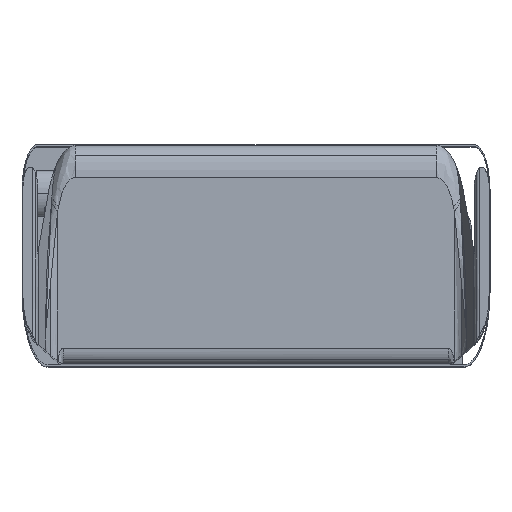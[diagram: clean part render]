
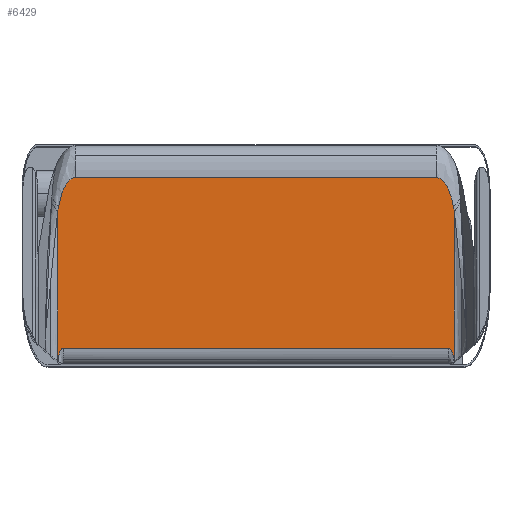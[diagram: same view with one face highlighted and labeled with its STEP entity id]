
A CAD part, top view. The second image highlights one B-rep face of the part: STEP entity #6429.
In plain terms, the highlighted planar face has unit normal (0, 0, 1).
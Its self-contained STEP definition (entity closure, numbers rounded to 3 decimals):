
#609 = ORIENTED_EDGE ( 'NONE', *, *, #4031, .F. ) ;
#731 = LINE ( 'NONE', #19193, #18142 ) ;
#780 = CARTESIAN_POINT ( 'NONE',  ( -9.04, 3.058, 44.5 ) ) ;
#1214 = CARTESIAN_POINT ( 'NONE',  ( 9.22, -4.967, 44.5 ) ) ;
#1234 = CARTESIAN_POINT ( 'NONE',  ( -9.225, -4.963, 44.5 ) ) ;
#1488 = LINE ( 'NONE', #21700, #21304 ) ;
#1663 = CARTESIAN_POINT ( 'NONE',  ( 9.223, -4.965, 44.5 ) ) ;
#2493 = DIRECTION ( 'NONE',  ( 0., -1., 0. ) ) ;
#2554 = EDGE_CURVE ( 'NONE', #14183, #5128, #27662, .T. ) ;
#2763 =( BOUNDED_CURVE ( )  B_SPLINE_CURVE ( 3, ( #13088, #22004, #21856, #24129 ),
 .UNSPECIFIED., .F., .F. ) 
 B_SPLINE_CURVE_WITH_KNOTS ( ( 4, 4 ),
 ( 0., 1. ),
 .UNSPECIFIED. ) 
 CURVE ( )  GEOMETRIC_REPRESENTATION_ITEM ( )  RATIONAL_B_SPLINE_CURVE ( ( 1., 1., 1., 1. ) ) 
 REPRESENTATION_ITEM ( '' )  );
#2777 = DIRECTION ( 'NONE',  ( -0.759, -0.651, 0. ) ) ;
#3324 = FACE_OUTER_BOUND ( 'NONE', #20317, .T. ) ;
#3351 = VECTOR ( 'NONE', #15946, 1000. ) ;
#3390 = CARTESIAN_POINT ( 'NONE',  ( 8.41, 3.57, 44.5 ) ) ;
#3475 = DIRECTION ( 'NONE',  ( 0., 1., 0. ) ) ;
#3823 = AXIS2_PLACEMENT_3D ( 'NONE', #17665, #11171, #2493 ) ;
#4031 = EDGE_CURVE ( 'NONE', #25450, #19625, #731, .T. ) ;
#4712 =( BOUNDED_CURVE ( )  B_SPLINE_CURVE ( 2, ( #11649, #20859, #30137 ),
 .UNSPECIFIED., .F., .T. ) 
 B_SPLINE_CURVE_WITH_KNOTS ( ( 3, 3 ),
 ( 0., 1. ),
 .UNSPECIFIED. ) 
 CURVE ( )  GEOMETRIC_REPRESENTATION_ITEM ( )  RATIONAL_B_SPLINE_CURVE ( ( 1., 0.735, 0.949 ) ) 
 REPRESENTATION_ITEM ( '' )  );
#5128 = VERTEX_POINT ( 'NONE', #19830 ) ;
#5773 = VECTOR ( 'NONE', #2777, 1000. ) ;
#5799 = CARTESIAN_POINT ( 'NONE',  ( 9.214, -4.972, 44.5 ) ) ;
#5954 = VECTOR ( 'NONE', #17530, 1000. ) ;
#6412 =( BOUNDED_CURVE ( )  B_SPLINE_CURVE ( 3, ( #3390, #28741, #26123, #10277 ),
 .UNSPECIFIED., .F., .F. ) 
 B_SPLINE_CURVE_WITH_KNOTS ( ( 4, 4 ),
 ( 0., 1. ),
 .UNSPECIFIED. ) 
 CURVE ( )  GEOMETRIC_REPRESENTATION_ITEM ( )  RATIONAL_B_SPLINE_CURVE ( ( 1., 0.9, 0.9, 1. ) ) 
 REPRESENTATION_ITEM ( '' )  );
#6429 = ADVANCED_FACE ( 'NONE', ( #3324 ), #19640, .F. ) ;
#6670 = VERTEX_POINT ( 'NONE', #20790 ) ;
#7464 = CARTESIAN_POINT ( 'NONE',  ( 9.196, -4.61, 44.5 ) ) ;
#7549 = EDGE_CURVE ( 'NONE', #11774, #8677, #16405, .T. ) ;
#7560 = ORIENTED_EDGE ( 'NONE', *, *, #19914, .F. ) ;
#8053 = CARTESIAN_POINT ( 'NONE',  ( -8.972, -4.37, 44.5 ) ) ;
#8060 = CARTESIAN_POINT ( 'NONE',  ( 9.1, -4.37, 44.5 ) ) ;
#8394 = CARTESIAN_POINT ( 'NONE',  ( -7.629, 11.123, 44.5 ) ) ;
#8662 = ORIENTED_EDGE ( 'NONE', *, *, #15153, .F. ) ;
#8677 = VERTEX_POINT ( 'NONE', #23281 ) ;
#8690 = VECTOR ( 'NONE', #28879, 1000. ) ;
#9068 = VERTEX_POINT ( 'NONE', #25966 ) ;
#9106 = EDGE_CURVE ( 'NONE', #19625, #28049, #10842, .T. ) ;
#9426 = CARTESIAN_POINT ( 'NONE',  ( -9.223, -4.965, 44.5 ) ) ;
#9670 = DIRECTION ( 'NONE',  ( 0.172, -0.985, 0. ) ) ;
#9821 =( BOUNDED_CURVE ( )  B_SPLINE_CURVE ( 3, ( #17545, #1214, #19824, #5799 ),
 .UNSPECIFIED., .F., .F. ) 
 B_SPLINE_CURVE_WITH_KNOTS ( ( 4, 4 ),
 ( 0., 1. ),
 .UNSPECIFIED. ) 
 CURVE ( )  GEOMETRIC_REPRESENTATION_ITEM ( )  RATIONAL_B_SPLINE_CURVE ( ( 1., 1., 1., 1. ) ) 
 REPRESENTATION_ITEM ( '' )  );
#10277 = CARTESIAN_POINT ( 'NONE',  ( 9.192, 2.188, 44.5 ) ) ;
#10842 = LINE ( 'NONE', #8394, #8690 ) ;
#11133 = EDGE_CURVE ( 'NONE', #5128, #11774, #6412, .T. ) ;
#11171 = DIRECTION ( 'NONE',  ( 0., 0., -1. ) ) ;
#11249 = VERTEX_POINT ( 'NONE', #12075 ) ;
#11398 = EDGE_CURVE ( 'NONE', #8677, #11249, #1488, .T. ) ;
#11649 = CARTESIAN_POINT ( 'NONE',  ( -8.972, -4.37, 44.5 ) ) ;
#11774 = VERTEX_POINT ( 'NONE', #14999 ) ;
#12075 = CARTESIAN_POINT ( 'NONE',  ( 9.225, -4.963, 44.5 ) ) ;
#12718 = CARTESIAN_POINT ( 'NONE',  ( -9.225, 2.003, 44.5 ) ) ;
#13088 = CARTESIAN_POINT ( 'NONE',  ( -9.214, -4.972, 44.5 ) ) ;
#13246 = EDGE_CURVE ( 'NONE', #30054, #25629, #20694, .T. ) ;
#13658 = ORIENTED_EDGE ( 'NONE', *, *, #11133, .F. ) ;
#13990 = ORIENTED_EDGE ( 'NONE', *, *, #21663, .F. ) ;
#14183 = VERTEX_POINT ( 'NONE', #17421 ) ;
#14374 = LINE ( 'NONE', #27979, #5773 ) ;
#14999 = CARTESIAN_POINT ( 'NONE',  ( 9.192, 2.188, 44.5 ) ) ;
#15096 = CARTESIAN_POINT ( 'NONE',  ( 9.214, -4.972, 44.5 ) ) ;
#15153 = EDGE_CURVE ( 'NONE', #9068, #30054, #18708, .T. ) ;
#15356 = VERTEX_POINT ( 'NONE', #9426 ) ;
#15946 = DIRECTION ( 'NONE',  ( -1., 0., 0. ) ) ;
#16062 = CARTESIAN_POINT ( 'NONE',  ( 9.432, 3.57, 44.5 ) ) ;
#16405 = LINE ( 'NONE', #25823, #19740 ) ;
#16593 = ORIENTED_EDGE ( 'NONE', *, *, #13246, .F. ) ;
#16970 = CARTESIAN_POINT ( 'NONE',  ( -8.41, 3.57, 44.5 ) ) ;
#17138 = CARTESIAN_POINT ( 'NONE',  ( -8.75, 3.57, 44.5 ) ) ;
#17318 = ORIENTED_EDGE ( 'NONE', *, *, #9106, .F. ) ;
#17421 = CARTESIAN_POINT ( 'NONE',  ( -8.41, 3.57, 44.5 ) ) ;
#17530 = DIRECTION ( 'NONE',  ( -0.759, 0.651, 0. ) ) ;
#17545 = CARTESIAN_POINT ( 'NONE',  ( 9.223, -4.965, 44.5 ) ) ;
#17665 = CARTESIAN_POINT ( 'NONE',  ( 9.589, -5.07, 44.5 ) ) ;
#17669 = DIRECTION ( 'NONE',  ( 0., -1., 0. ) ) ;
#17881 = EDGE_CURVE ( 'NONE', #11249, #23615, #14374, .T. ) ;
#17975 = ORIENTED_EDGE ( 'NONE', *, *, #21841, .F. ) ;
#18142 = VECTOR ( 'NONE', #3475, 1000. ) ;
#18708 =( BOUNDED_CURVE ( )  B_SPLINE_CURVE ( 3, ( #15096, #7464, #8060, #21548 ),
 .UNSPECIFIED., .F., .F. ) 
 B_SPLINE_CURVE_WITH_KNOTS ( ( 4, 4 ),
 ( 0., 1. ),
 .UNSPECIFIED. ) 
 CURVE ( )  GEOMETRIC_REPRESENTATION_ITEM ( )  RATIONAL_B_SPLINE_CURVE ( ( 1., 0.837, 0.837, 1. ) ) 
 REPRESENTATION_ITEM ( '' )  );
#19193 = CARTESIAN_POINT ( 'NONE',  ( -9.225, -5.07, 44.5 ) ) ;
#19625 = VERTEX_POINT ( 'NONE', #12718 ) ;
#19640 = PLANE ( 'NONE',  #3823 ) ;
#19740 = VECTOR ( 'NONE', #9670, 1000. ) ;
#19824 = CARTESIAN_POINT ( 'NONE',  ( 9.217, -4.97, 44.5 ) ) ;
#19830 = CARTESIAN_POINT ( 'NONE',  ( 8.41, 3.57, 44.5 ) ) ;
#19914 = EDGE_CURVE ( 'NONE', #15356, #25450, #22597, .T. ) ;
#20268 = CARTESIAN_POINT ( 'NONE',  ( -9.192, 2.188, 44.5 ) ) ;
#20317 = EDGE_LOOP ( 'NONE', ( #8662, #13990, #27297, #21583, #21094, #13658, #22791, #22904, #17318, #609, #7560, #24339, #17975, #16593 ) ) ;
#20694 = LINE ( 'NONE', #27245, #3351 ) ;
#20790 = CARTESIAN_POINT ( 'NONE',  ( -9.214, -4.972, 44.5 ) ) ;
#20859 = CARTESIAN_POINT ( 'NONE',  ( -9.184, -4.37, 44.5 ) ) ;
#21094 = ORIENTED_EDGE ( 'NONE', *, *, #7549, .F. ) ;
#21142 =( BOUNDED_CURVE ( )  B_SPLINE_CURVE ( 3, ( #21709, #780, #17138, #16970 ),
 .UNSPECIFIED., .F., .F. ) 
 B_SPLINE_CURVE_WITH_KNOTS ( ( 4, 4 ),
 ( 0., 1. ),
 .UNSPECIFIED. ) 
 CURVE ( )  GEOMETRIC_REPRESENTATION_ITEM ( )  RATIONAL_B_SPLINE_CURVE ( ( 1., 0.9, 0.9, 1. ) ) 
 REPRESENTATION_ITEM ( '' )  );
#21304 = VECTOR ( 'NONE', #17669, 1000. ) ;
#21548 = CARTESIAN_POINT ( 'NONE',  ( 8.972, -4.37, 44.5 ) ) ;
#21583 = ORIENTED_EDGE ( 'NONE', *, *, #11398, .F. ) ;
#21663 = EDGE_CURVE ( 'NONE', #23615, #9068, #9821, .T. ) ;
#21700 = CARTESIAN_POINT ( 'NONE',  ( 9.225, -5.07, 44.5 ) ) ;
#21709 = CARTESIAN_POINT ( 'NONE',  ( -9.192, 2.188, 44.5 ) ) ;
#21841 = EDGE_CURVE ( 'NONE', #25629, #6670, #4712, .T. ) ;
#21856 = CARTESIAN_POINT ( 'NONE',  ( -9.22, -4.967, 44.5 ) ) ;
#22004 = CARTESIAN_POINT ( 'NONE',  ( -9.217, -4.97, 44.5 ) ) ;
#22544 = CARTESIAN_POINT ( 'NONE',  ( 8.972, -4.37, 44.5 ) ) ;
#22597 = LINE ( 'NONE', #24854, #5954 ) ;
#22791 = ORIENTED_EDGE ( 'NONE', *, *, #2554, .F. ) ;
#22904 = ORIENTED_EDGE ( 'NONE', *, *, #28784, .F. ) ;
#23281 = CARTESIAN_POINT ( 'NONE',  ( 9.225, 2.003, 44.5 ) ) ;
#23615 = VERTEX_POINT ( 'NONE', #1663 ) ;
#24129 = CARTESIAN_POINT ( 'NONE',  ( -9.223, -4.965, 44.5 ) ) ;
#24339 = ORIENTED_EDGE ( 'NONE', *, *, #24403, .F. ) ;
#24403 = EDGE_CURVE ( 'NONE', #6670, #15356, #2763, .T. ) ;
#24854 = CARTESIAN_POINT ( 'NONE',  ( -0.964, -12.043, 44.5 ) ) ;
#24922 = VECTOR ( 'NONE', #25359, 1000. ) ;
#25359 = DIRECTION ( 'NONE',  ( 1., 0., 0. ) ) ;
#25450 = VERTEX_POINT ( 'NONE', #1234 ) ;
#25629 = VERTEX_POINT ( 'NONE', #8053 ) ;
#25823 = CARTESIAN_POINT ( 'NONE',  ( 9.984, -2.336, 44.5 ) ) ;
#25966 = CARTESIAN_POINT ( 'NONE',  ( 9.214, -4.972, 44.5 ) ) ;
#26123 = CARTESIAN_POINT ( 'NONE',  ( 9.04, 3.058, 44.5 ) ) ;
#27245 = CARTESIAN_POINT ( 'NONE',  ( -0.63, -4.37, 44.5 ) ) ;
#27297 = ORIENTED_EDGE ( 'NONE', *, *, #17881, .F. ) ;
#27662 = LINE ( 'NONE', #16062, #24922 ) ;
#27979 = CARTESIAN_POINT ( 'NONE',  ( 9.762, -4.503, 44.5 ) ) ;
#28049 = VERTEX_POINT ( 'NONE', #20268 ) ;
#28741 = CARTESIAN_POINT ( 'NONE',  ( 8.75, 3.57, 44.5 ) ) ;
#28784 = EDGE_CURVE ( 'NONE', #28049, #14183, #21142, .T. ) ;
#28879 = DIRECTION ( 'NONE',  ( 0.172, 0.985, 0. ) ) ;
#30054 = VERTEX_POINT ( 'NONE', #22544 ) ;
#30137 = CARTESIAN_POINT ( 'NONE',  ( -9.214, -4.972, 44.5 ) ) ;
